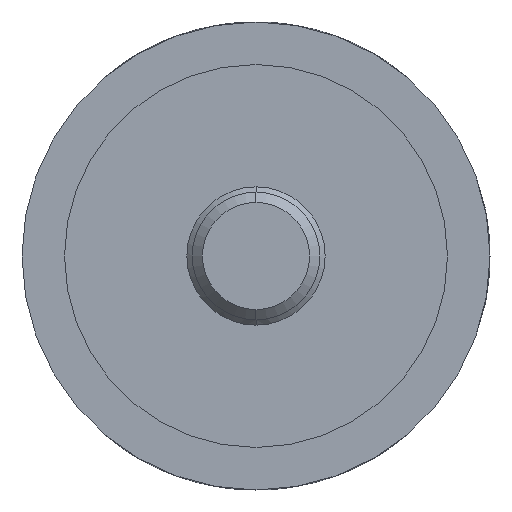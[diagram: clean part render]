
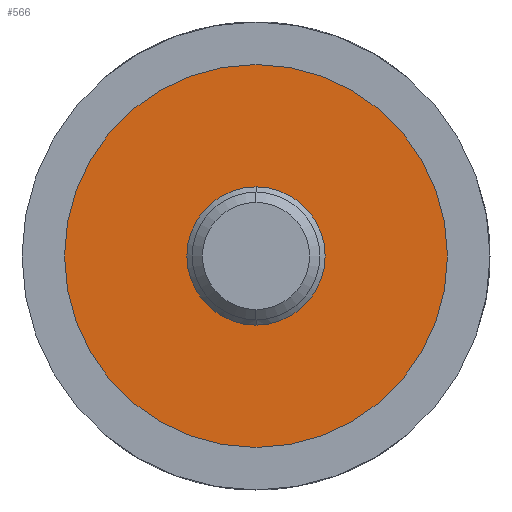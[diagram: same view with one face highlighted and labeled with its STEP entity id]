
A CAD part, left-side view. The second image highlights one B-rep face of the part: STEP entity #566.
In plain terms, the highlighted planar face has unit normal (-1, 0, 0).
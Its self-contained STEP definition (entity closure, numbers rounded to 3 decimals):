
#79 = CIRCLE ( 'NONE', #351, 3.25 ) ;
#125 = DIRECTION ( 'NONE',  ( 0., 0., -1. ) ) ;
#194 = CIRCLE ( 'NONE', #2142, 9. ) ;
#247 = CIRCLE ( 'NONE', #904, 3.25 ) ;
#279 = FACE_OUTER_BOUND ( 'NONE', #3254, .T. ) ;
#351 = AXIS2_PLACEMENT_3D ( 'NONE', #2757, #2228, #1991 ) ;
#566 = ADVANCED_FACE ( 'NONE', ( #1112, #279 ), #2157, .F. ) ;
#590 = CARTESIAN_POINT ( 'NONE',  ( 2., 0., 0. ) ) ;
#728 = EDGE_CURVE ( 'NONE', #990, #1308, #3033, .T. ) ;
#729 = VERTEX_POINT ( 'NONE', #3095 ) ;
#760 = DIRECTION ( 'NONE',  ( 0., 0., -1. ) ) ;
#868 = DIRECTION ( 'NONE',  ( 1., 0., 0. ) ) ;
#904 = AXIS2_PLACEMENT_3D ( 'NONE', #1408, #868, #2979 ) ;
#989 = EDGE_CURVE ( 'NONE', #2023, #729, #247, .T. ) ;
#990 = VERTEX_POINT ( 'NONE', #3269 ) ;
#1018 = DIRECTION ( 'NONE',  ( 0., 0., -1. ) ) ;
#1057 = DIRECTION ( 'NONE',  ( 1., 0., 0. ) ) ;
#1094 = DIRECTION ( 'NONE',  ( 1., 0., 0. ) ) ;
#1112 = FACE_BOUND ( 'NONE', #1530, .T. ) ;
#1137 = EDGE_CURVE ( 'NONE', #729, #2023, #79, .T. ) ;
#1308 = VERTEX_POINT ( 'NONE', #2059 ) ;
#1309 = CARTESIAN_POINT ( 'NONE',  ( 2., 0., 0. ) ) ;
#1408 = CARTESIAN_POINT ( 'NONE',  ( 2., 0., 0. ) ) ;
#1530 = EDGE_LOOP ( 'NONE', ( #1856, #3046 ) ) ;
#1600 = CARTESIAN_POINT ( 'NONE',  ( 2., 0., 0. ) ) ;
#1668 = ORIENTED_EDGE ( 'NONE', *, *, #1770, .F. ) ;
#1770 = EDGE_CURVE ( 'NONE', #1308, #990, #194, .T. ) ;
#1856 = ORIENTED_EDGE ( 'NONE', *, *, #989, .T. ) ;
#1991 = DIRECTION ( 'NONE',  ( 0., 0., -1. ) ) ;
#2010 = CARTESIAN_POINT ( 'NONE',  ( 2., 0., 3.25 ) ) ;
#2023 = VERTEX_POINT ( 'NONE', #2010 ) ;
#2059 = CARTESIAN_POINT ( 'NONE',  ( 2., 0., 9. ) ) ;
#2142 = AXIS2_PLACEMENT_3D ( 'NONE', #1309, #1057, #1018 ) ;
#2157 = PLANE ( 'NONE',  #3303 ) ;
#2191 = DIRECTION ( 'NONE',  ( 1., 0., 0. ) ) ;
#2228 = DIRECTION ( 'NONE',  ( 1., 0., 0. ) ) ;
#2693 = AXIS2_PLACEMENT_3D ( 'NONE', #590, #2191, #125 ) ;
#2757 = CARTESIAN_POINT ( 'NONE',  ( 2., 0., 0. ) ) ;
#2819 = ORIENTED_EDGE ( 'NONE', *, *, #728, .F. ) ;
#2979 = DIRECTION ( 'NONE',  ( 0., 0., -1. ) ) ;
#3033 = CIRCLE ( 'NONE', #2693, 9. ) ;
#3046 = ORIENTED_EDGE ( 'NONE', *, *, #1137, .T. ) ;
#3095 = CARTESIAN_POINT ( 'NONE',  ( 2., 0., -3.25 ) ) ;
#3254 = EDGE_LOOP ( 'NONE', ( #1668, #2819 ) ) ;
#3269 = CARTESIAN_POINT ( 'NONE',  ( 2., 0., -9. ) ) ;
#3303 = AXIS2_PLACEMENT_3D ( 'NONE', #1600, #1094, #760 ) ;
